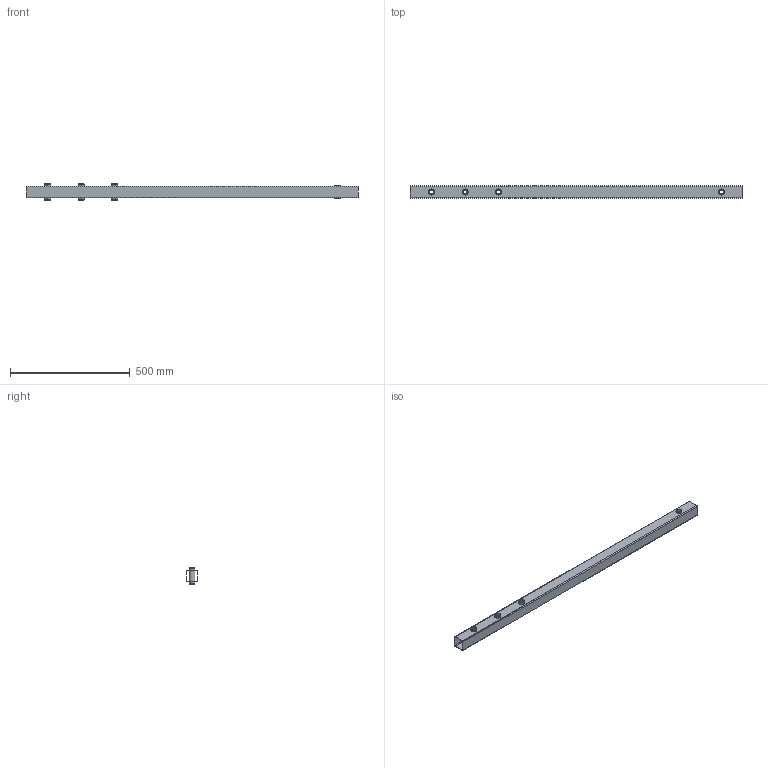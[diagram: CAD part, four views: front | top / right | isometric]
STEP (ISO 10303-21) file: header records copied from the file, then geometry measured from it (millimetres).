
FILE_DESCRIPTION (( 'STEP AP203' ), '1' );
FILE_NAME ('3927-30_REV_.step', '2026-02-22T20:44:19', ( '' ), ( '' ), 'SwSTEP 2.0', 'SolidWorks 2025', '' );
FILE_SCHEMA (( 'CONFIG_CONTROL_DESIGN' ));
Length unit declared in the file: millimetre
Products named in the file (4): 3927-30-10_Default<As Machined>; 3927-30_REV_; 3927-30-15_Default<As Machined>; 3927-30-25_Default<As Machined>
Assembly tree (5 placements, depth 2):
  3927-30_REV_
    3927-30-10_Default<As Machined>
    3927-30-15_Default<As Machined>  x3
    3927-30-25_Default<As Machined>
Bounding box: 1385 x 50 x 67 mm (x, y, z)
Volume: 583206.1 mm3; surface area: 546817.7 mm2
Topology: 5 solids, 5 shells, 74 faces, 176 edges, 112 vertices
Faces by surface type: cylinder 40, plane 18, cone 16
Entity records: 2170 total; most frequent: DIRECTION 332, CARTESIAN_POINT 286, ORIENTED_EDGE 272, EDGE_CURVE 136, AXIS2_PLACEMENT_3D 134, VERTEX_POINT 88, EDGE_LOOP 76, CIRCLE 72
